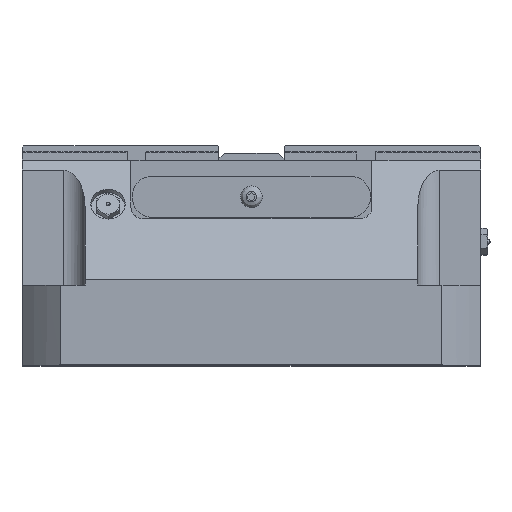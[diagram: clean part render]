
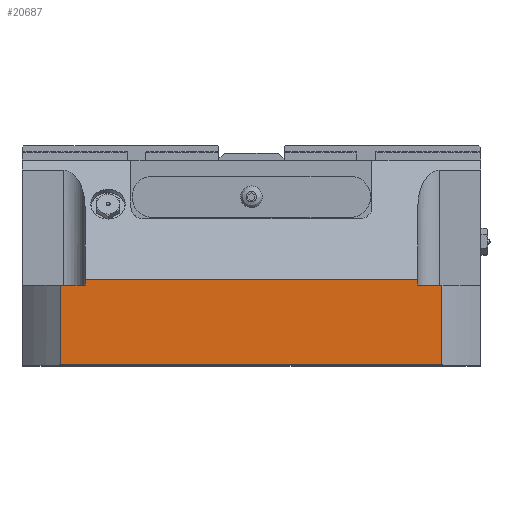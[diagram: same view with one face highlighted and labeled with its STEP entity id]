
A CAD part, top view. The second image highlights one B-rep face of the part: STEP entity #20687.
In plain terms, the highlighted planar face has unit normal (0, 0, 1).
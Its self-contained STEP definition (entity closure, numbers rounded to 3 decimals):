
#1289=PLANE('',#22578);
#2372=FACE_OUTER_BOUND('',#3449,.T.);
#3449=EDGE_LOOP('',(#19206,#19207,#19208,#19209,#19210,#19211,#19212,#19213));
#5605=LINE('',#33507,#7890);
#5756=LINE('',#34411,#8041);
#5758=LINE('',#34424,#8043);
#5759=LINE('',#34428,#8044);
#5760=LINE('',#34429,#8045);
#5761=LINE('',#34430,#8046);
#5762=LINE('',#34432,#8047);
#5763=LINE('',#34433,#8048);
#7890=VECTOR('',#27371,145.);
#8041=VECTOR('',#28042,34.5);
#8043=VECTOR('',#28058,34.5);
#8044=VECTOR('',#28063,2.538);
#8045=VECTOR('',#28064,10.566);
#8046=VECTOR('',#28065,166.132);
#8047=VECTOR('',#28066,10.566);
#8048=VECTOR('',#28067,2.538);
#10250=VERTEX_POINT('',#33504);
#10251=VERTEX_POINT('',#33506);
#10527=VERTEX_POINT('',#34409);
#10528=VERTEX_POINT('',#34410);
#10531=VERTEX_POINT('',#34421);
#10532=VERTEX_POINT('',#34423);
#10533=VERTEX_POINT('',#34427);
#10534=VERTEX_POINT('',#34431);
#13111=EDGE_CURVE('',#10251,#10250,#5605,.T.);
#13477=EDGE_CURVE('',#10527,#10528,#5756,.T.);
#13484=EDGE_CURVE('',#10531,#10532,#5758,.T.);
#13486=EDGE_CURVE('',#10533,#10250,#5759,.T.);
#13487=EDGE_CURVE('',#10528,#10533,#5760,.T.);
#13488=EDGE_CURVE('',#10532,#10527,#5761,.T.);
#13489=EDGE_CURVE('',#10534,#10531,#5762,.T.);
#13490=EDGE_CURVE('',#10534,#10251,#5763,.T.);
#19206=ORIENTED_EDGE('',*,*,#13111,.T.);
#19207=ORIENTED_EDGE('',*,*,#13486,.F.);
#19208=ORIENTED_EDGE('',*,*,#13487,.F.);
#19209=ORIENTED_EDGE('',*,*,#13477,.F.);
#19210=ORIENTED_EDGE('',*,*,#13488,.F.);
#19211=ORIENTED_EDGE('',*,*,#13484,.F.);
#19212=ORIENTED_EDGE('',*,*,#13489,.F.);
#19213=ORIENTED_EDGE('',*,*,#13490,.T.);
#20687=ADVANCED_FACE('',(#2372),#1289,.F.);
#22578=AXIS2_PLACEMENT_3D('',#34426,#28061,#28062);
#27371=DIRECTION('',(-1.,0.,0.));
#28042=DIRECTION('',(0.,1.,0.));
#28058=DIRECTION('',(0.,-1.,0.));
#28061=DIRECTION('center_axis',(0.,0.,-1.));
#28062=DIRECTION('ref_axis',(-1.,0.,0.));
#28063=DIRECTION('',(0.,1.,0.));
#28064=DIRECTION('',(1.,0.,0.));
#28065=DIRECTION('',(-1.,0.,0.));
#28066=DIRECTION('',(1.,0.,0.));
#28067=DIRECTION('',(0.,1.,0.));
#33504=CARTESIAN_POINT('',(-72.5,37.538,100.));
#33506=CARTESIAN_POINT('',(72.5,37.538,100.));
#33507=CARTESIAN_POINT('',(72.5,37.538,100.));
#34409=CARTESIAN_POINT('',(-83.066,0.5,100.));
#34410=CARTESIAN_POINT('',(-83.066,35.,100.));
#34411=CARTESIAN_POINT('',(-83.066,0.5,100.));
#34421=CARTESIAN_POINT('',(83.066,35.,100.));
#34423=CARTESIAN_POINT('',(83.066,0.5,100.));
#34424=CARTESIAN_POINT('',(83.066,35.,100.));
#34426=CARTESIAN_POINT('Origin',(100.,37.538,100.));
#34427=CARTESIAN_POINT('',(-72.5,35.,100.));
#34428=CARTESIAN_POINT('',(-72.5,35.,100.));
#34429=CARTESIAN_POINT('',(-83.066,35.,100.));
#34430=CARTESIAN_POINT('',(83.066,0.5,100.));
#34431=CARTESIAN_POINT('',(72.5,35.,100.));
#34432=CARTESIAN_POINT('',(72.5,35.,100.));
#34433=CARTESIAN_POINT('',(72.5,35.,100.));
